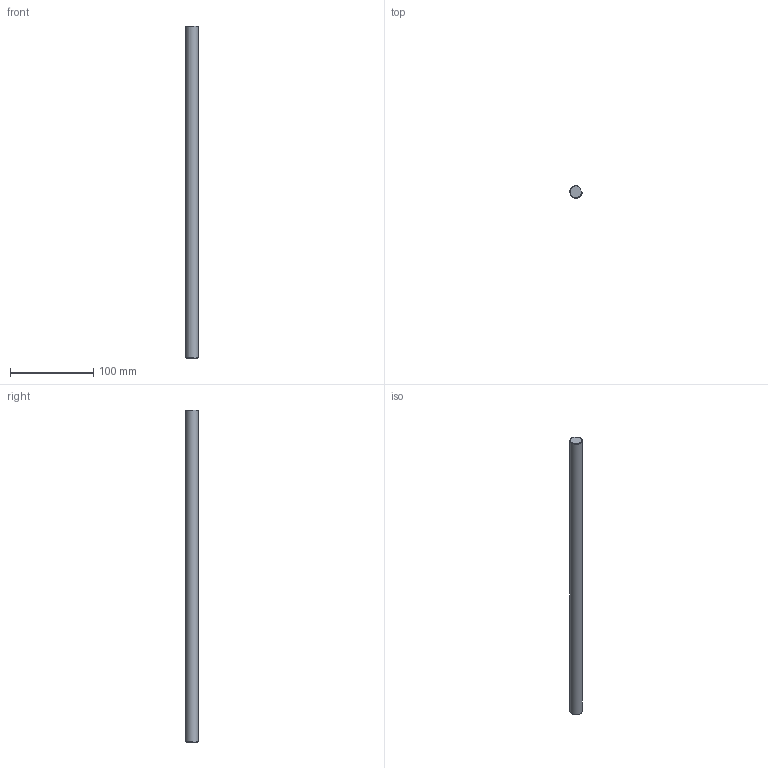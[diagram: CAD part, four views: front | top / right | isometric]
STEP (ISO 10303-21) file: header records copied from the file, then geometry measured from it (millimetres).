
FILE_DESCRIPTION(/* description */ (''),/* implementation_level */ '2;1');
FILE_NAME(/* name */ 'Steering_Shaft_Mock v1.step',/* time_stamp */ '2024-11-15T08:19:50+11:00',/* author */ (''),/* organization */ (''),/* preprocessor_version */ 'ST-DEVELOPER v20',/* originating_system */ 'Autodesk Translation Framework v13.20.0.188',/* authorisation */ '');
FILE_SCHEMA (('AUTOMOTIVE_DESIGN { 1 0 10303 214 3 1 1 }'));
Length unit declared in the file: millimetre
Products named in the file (1): Steering_Shaft_Mock
Bounding box: 14.97 x 14.97 x 400 mm (x, y, z)
Volume: 67035.3 mm3; surface area: 18863.7 mm2
Topology: 1 solids, 1 shells, 8 faces, 18 edges, 12 vertices
Faces by surface type: plane 5, cone 2, cylinder 1
Entity records: 259 total; most frequent: CARTESIAN_POINT 59, ORIENTED_EDGE 36, DIRECTION 32, EDGE_CURVE 18, AXIS2_PLACEMENT_3D 13, VERTEX_POINT 12, FACE_OUTER_BOUND 8, EDGE_LOOP 8
